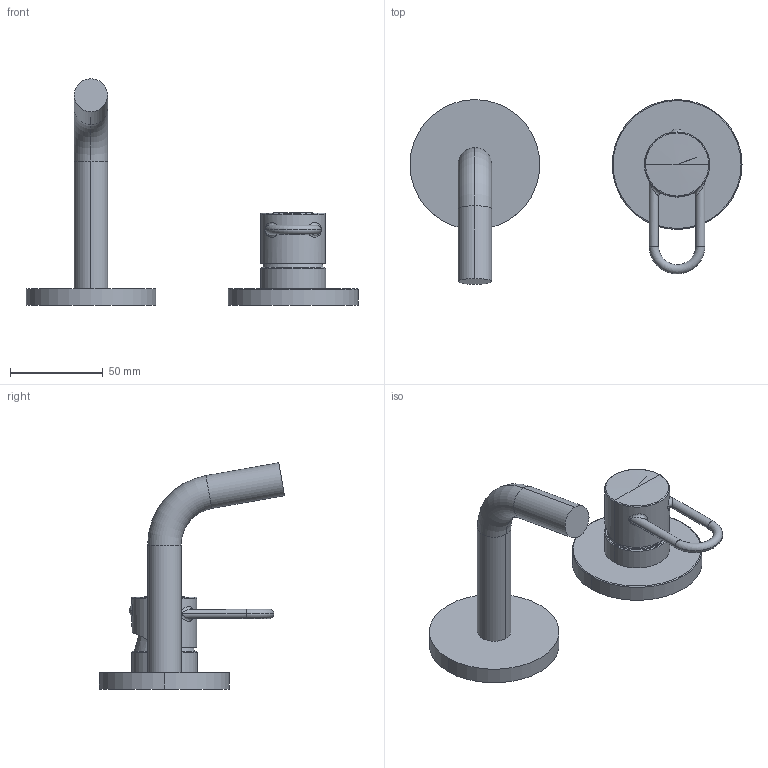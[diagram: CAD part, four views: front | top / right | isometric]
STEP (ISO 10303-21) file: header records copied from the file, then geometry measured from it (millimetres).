
FILE_DESCRIPTION((''),'2;1');
FILE_NAME('JK104CR70','2021-02-09T10:42:01',('ut3'),('PAFFONI SpA'),'CREO PARAMETRIC BY PTC INC, 2020044','CREO PARAMETRIC BY PTC INC, 2020044','');
FILE_SCHEMA(('CONFIG_CONTROL_DESIGN','SHAPE_APPEARANCE_LAYERS_GROUPS'));
Length unit declared in the file: millimetre
Products named in the file (1): JK104CR70
Bounding box: 179 x 99.78 x 122.08 mm (x, y, z)
Volume: 121730.2 mm3; surface area: 41785 mm2
Topology: 3 solids, 3 shells, 174 faces, 404 edges, 242 vertices
Faces by surface type: cylinder 70, plane 51, cone 21, torus 18, bspline 8, sphere 6
Entity records: 7754 total; most frequent: CARTESIAN_POINT 2545, DIRECTION 845, ORIENTED_EDGE 800, EDGE_CURVE 400, AXIS2_PLACEMENT_3D 339, VERTEX_POINT 242, EDGE_LOOP 196, FACE_OUTER_BOUND 174
